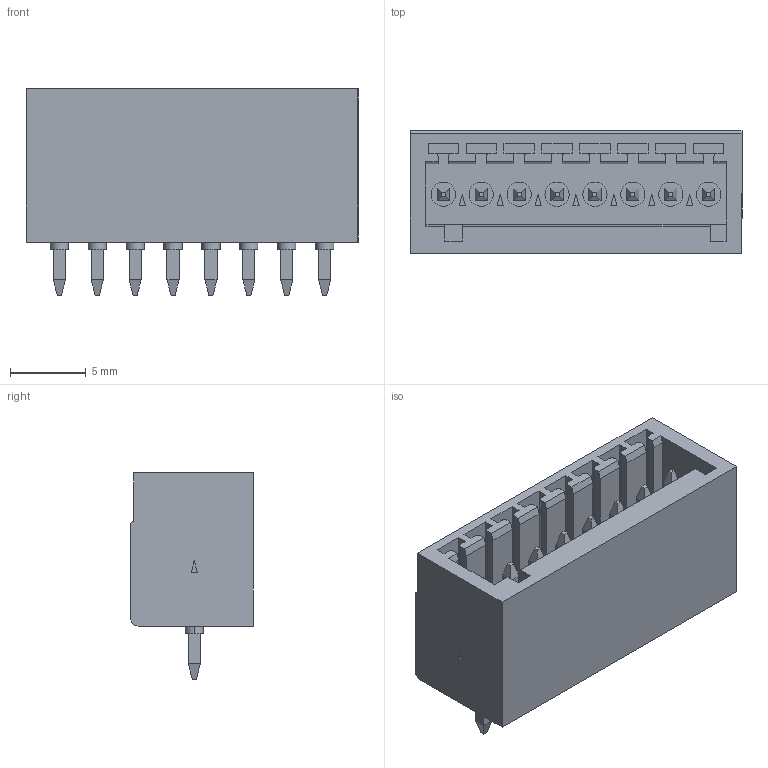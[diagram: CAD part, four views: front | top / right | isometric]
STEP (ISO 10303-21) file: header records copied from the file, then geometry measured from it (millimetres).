
FILE_DESCRIPTION((''),'2;1');
FILE_NAME('PHOENIX_1881613.stp','2009-11-02T17:35:40',(''),(''),'Mechanical Desktop 2006','Mechanical Desktop 2006',', , ');
FILE_SCHEMA(('AUTOMOTIVE_DESIGN { 1 2 10303 214 0 1 1 1 }'));
Length unit declared in the file: millimetre
Products named in the file (1): Product
Bounding box: 21.9 x 8.1 x 13.6 mm (x, y, z)
Volume: 1263.2 mm3; surface area: 1780.7 mm2
Topology: 33 solids, 33 shells, 435 faces, 983 edges, 634 vertices
Faces by surface type: plane 363, cylinder 72
Entity records: 11969 total; most frequent: CARTESIAN_POINT 2053, DIRECTION 1999, ORIENTED_EDGE 1966, EDGE_CURVE 983, VECTOR 839, LINE 839, VERTEX_POINT 634, AXIS2_PLACEMENT_3D 580
